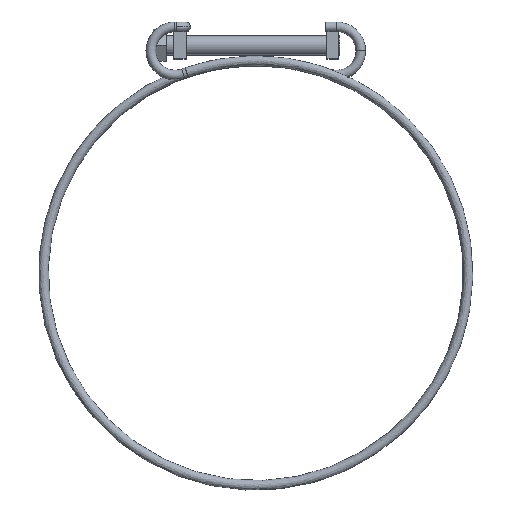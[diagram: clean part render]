
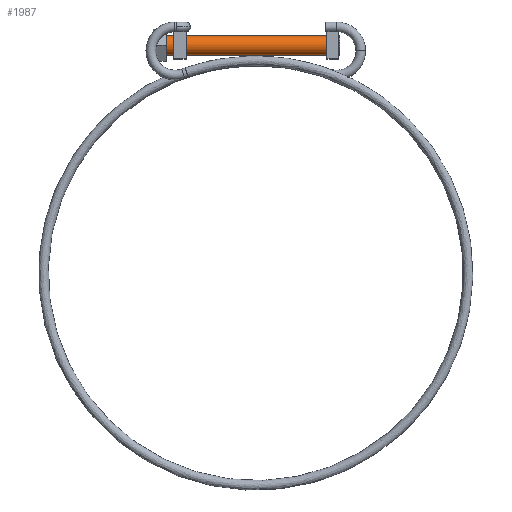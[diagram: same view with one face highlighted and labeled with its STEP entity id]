
A CAD part, top view. The second image highlights one B-rep face of the part: STEP entity #1987.
In plain terms, the highlighted cylindrical face has radius 3 mm (diameter 6 mm), a partial arc.
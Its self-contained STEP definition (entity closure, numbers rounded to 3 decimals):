
#464 = CARTESIAN_POINT ( 'NONE',  ( 26.135, 73.8, 0. ) ) ;
#839 = LINE ( 'NONE', #4280, #3517 ) ;
#865 = EDGE_CURVE ( 'NONE', #4380, #6746, #8336, .T. ) ;
#930 = CARTESIAN_POINT ( 'NONE',  ( 26.135, 70.8, 0. ) ) ;
#1475 = DIRECTION ( 'NONE',  ( 0., 1., 0. ) ) ;
#1937 = EDGE_CURVE ( 'NONE', #4380, #4822, #3462, .T. ) ;
#1987 = ADVANCED_FACE ( 'NONE', ( #8586 ), #7882, .T. ) ;
#2723 = ORIENTED_EDGE ( 'NONE', *, *, #7369, .F. ) ;
#2933 = CARTESIAN_POINT ( 'NONE',  ( 26.135, 67.8, 0. ) ) ;
#3228 = DIRECTION ( 'NONE',  ( 0., 1., 0. ) ) ;
#3462 = CIRCLE ( 'NONE', #3607, 3. ) ;
#3517 = VECTOR ( 'NONE', #7060, 1000. ) ;
#3607 = AXIS2_PLACEMENT_3D ( 'NONE', #4146, #7704, #1475 ) ;
#3651 = CARTESIAN_POINT ( 'NONE',  ( -27.865, 73.8, 0. ) ) ;
#3742 = DIRECTION ( 'NONE',  ( -1., 0., 0. ) ) ;
#4069 = VERTEX_POINT ( 'NONE', #4780 ) ;
#4146 = CARTESIAN_POINT ( 'NONE',  ( 26.135, 70.8, 0. ) ) ;
#4280 = CARTESIAN_POINT ( 'NONE',  ( 26.135, 67.8, 0. ) ) ;
#4380 = VERTEX_POINT ( 'NONE', #464 ) ;
#4411 = DIRECTION ( 'NONE',  ( 0., -1., 0. ) ) ;
#4421 = ORIENTED_EDGE ( 'NONE', *, *, #7911, .T. ) ;
#4463 = AXIS2_PLACEMENT_3D ( 'NONE', #930, #3742, #4411 ) ;
#4780 = CARTESIAN_POINT ( 'NONE',  ( -27.865, 67.8, 0. ) ) ;
#4822 = VERTEX_POINT ( 'NONE', #2933 ) ;
#5363 = CARTESIAN_POINT ( 'NONE',  ( 26.135, 73.8, 0. ) ) ;
#5366 = ORIENTED_EDGE ( 'NONE', *, *, #1937, .F. ) ;
#5546 = AXIS2_PLACEMENT_3D ( 'NONE', #7397, #6109, #3228 ) ;
#5975 = CIRCLE ( 'NONE', #5546, 3. ) ;
#6109 = DIRECTION ( 'NONE',  ( 1., 0., 0. ) ) ;
#6746 = VERTEX_POINT ( 'NONE', #3651 ) ;
#6769 = DIRECTION ( 'NONE',  ( -1., 0., 0. ) ) ;
#7060 = DIRECTION ( 'NONE',  ( -1., 0., 0. ) ) ;
#7369 = EDGE_CURVE ( 'NONE', #4822, #4069, #839, .T. ) ;
#7397 = CARTESIAN_POINT ( 'NONE',  ( -27.865, 70.8, 0. ) ) ;
#7704 = DIRECTION ( 'NONE',  ( 1., 0., 0. ) ) ;
#7882 = CYLINDRICAL_SURFACE ( 'NONE', #4463, 3. ) ;
#7911 = EDGE_CURVE ( 'NONE', #6746, #4069, #5975, .T. ) ;
#7968 = EDGE_LOOP ( 'NONE', ( #5366, #8198, #4421, #2723 ) ) ;
#8198 = ORIENTED_EDGE ( 'NONE', *, *, #865, .T. ) ;
#8336 = LINE ( 'NONE', #5363, #8691 ) ;
#8586 = FACE_OUTER_BOUND ( 'NONE', #7968, .T. ) ;
#8691 = VECTOR ( 'NONE', #6769, 1000. ) ;
